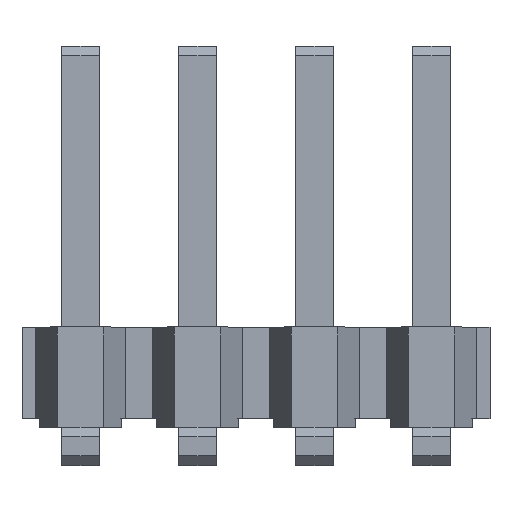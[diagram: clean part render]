
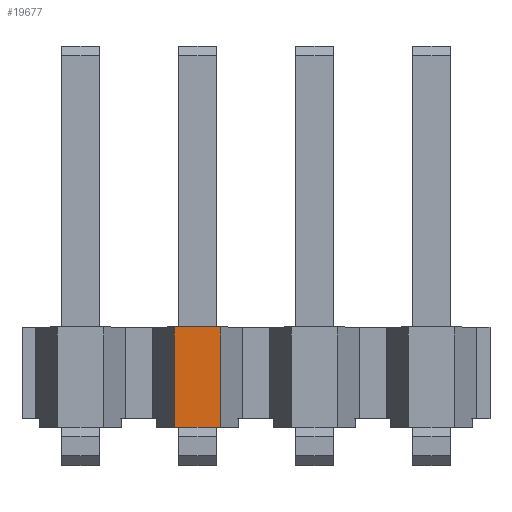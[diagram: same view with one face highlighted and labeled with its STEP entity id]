
A CAD part, top view. The second image highlights one B-rep face of the part: STEP entity #19677.
In plain terms, the highlighted planar face has unit normal (0, 0, 1).
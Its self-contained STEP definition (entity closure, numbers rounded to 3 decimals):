
#11852 = PLANE('',#11853);
#11853 = AXIS2_PLACEMENT_3D('',#11854,#11855,#11856);
#11854 = CARTESIAN_POINT('',(-0.147,-0.79,1.14));
#11855 = DIRECTION('',(-0.924,0.,
    -0.383));
#11856 = DIRECTION('',(0.383,0.,
    -0.924));
#11908 = PLANE('',#11909);
#11909 = AXIS2_PLACEMENT_3D('',#11910,#11911,#11912);
#11910 = CARTESIAN_POINT('',(-0.885,-0.79,1.715));
#11911 = DIRECTION('',(0.924,0.,
    -0.383));
#11912 = DIRECTION('',(0.383,0.,0.924)
  );
#14901 = B_SPLINE_SURFACE_WITH_KNOTS('',3,3,(
    (#14902,#14903,#14904,#14905)
    ,(#14906,#14907,#14908,#14909)
    ,(#14910,#14911,#14912,#14913)
    ,(#14914,#14915,#14916,#14917
    )),.UNSPECIFIED.,.F.,.F.,.F.,(4,4),(4,4),(-2.794,2.794),(-1.887,
    1.887),.PIECEWISE_BEZIER_KNOTS.);
#14902 = CARTESIAN_POINT('',(-2.794,0.,-1.887));
#14903 = CARTESIAN_POINT('',(-2.794,0.,
    -0.629));
#14904 = CARTESIAN_POINT('',(-2.794,0.,
    0.629));
#14905 = CARTESIAN_POINT('',(-2.794,0.,1.887));
#14906 = CARTESIAN_POINT('',(-0.931,0.,-1.887
    ));
#14907 = CARTESIAN_POINT('',(-0.931,0.,
    -0.629));
#14908 = CARTESIAN_POINT('',(-0.931,0.,
    0.629));
#14909 = CARTESIAN_POINT('',(-0.931,0.,
    1.886));
#14910 = CARTESIAN_POINT('',(0.931,0.,
    -1.886));
#14911 = CARTESIAN_POINT('',(0.931,0.,
    -0.629));
#14912 = CARTESIAN_POINT('',(0.931,0.,
    0.629));
#14913 = CARTESIAN_POINT('',(0.931,0.,1.887));
#14914 = CARTESIAN_POINT('',(2.794,0.,-1.887)
  );
#14915 = CARTESIAN_POINT('',(2.794,0.,
    -0.629));
#14916 = CARTESIAN_POINT('',(2.794,0.,
    0.629));
#14917 = CARTESIAN_POINT('',(2.794,0.,1.887));
#15459 = PLANE('',#15460);
#15460 = AXIS2_PLACEMENT_3D('',#15461,#15462,#15463);
#15461 = CARTESIAN_POINT('',(2.54,-1.09,-1.013));
#15462 = DIRECTION('',(0.,1.,0.));
#15463 = DIRECTION('',(-1.,0.,0.));
#15499 = VERTEX_POINT('',#15500);
#15500 = CARTESIAN_POINT('',(-0.885,-1.09,1.715));
#15521 = EDGE_CURVE('',#15499,#15522,#15524,.T.);
#15522 = VERTEX_POINT('',#15523);
#15523 = CARTESIAN_POINT('',(-0.885,0.,1.715));
#15524 = SURFACE_CURVE('',#15525,(#15529,#15536),.PCURVE_S1.);
#15525 = LINE('',#15526,#15527);
#15526 = CARTESIAN_POINT('',(-0.885,-0.79,1.715));
#15527 = VECTOR('',#15528,1.);
#15528 = DIRECTION('',(0.,1.,0.));
#15529 = PCURVE('',#11908,#15530);
#15530 = DEFINITIONAL_REPRESENTATION('',(#15531),#15535);
#15531 = LINE('',#15532,#15533);
#15532 = CARTESIAN_POINT('',(0.,0.));
#15533 = VECTOR('',#15534,1.);
#15534 = DIRECTION('',(0.,-1.));
#15535 = ( GEOMETRIC_REPRESENTATION_CONTEXT(2) 
PARAMETRIC_REPRESENTATION_CONTEXT() REPRESENTATION_CONTEXT('2D SPACE',''
  ) );
#15536 = PCURVE('',#15537,#15542);
#15537 = PLANE('',#15538);
#15538 = AXIS2_PLACEMENT_3D('',#15539,#15540,#15541);
#15539 = CARTESIAN_POINT('',(-1.655,-0.79,1.715));
#15540 = DIRECTION('',(0.,0.,-1.));
#15541 = DIRECTION('',(0.,1.,0.));
#15542 = DEFINITIONAL_REPRESENTATION('',(#15543),#15547);
#15543 = LINE('',#15544,#15545);
#15544 = CARTESIAN_POINT('',(0.,0.77));
#15545 = VECTOR('',#15546,1.);
#15546 = DIRECTION('',(1.,0.));
#15547 = ( GEOMETRIC_REPRESENTATION_CONTEXT(2) 
PARAMETRIC_REPRESENTATION_CONTEXT() REPRESENTATION_CONTEXT('2D SPACE',''
  ) );
#16405 = VERTEX_POINT('',#16406);
#16406 = CARTESIAN_POINT('',(-0.385,0.,1.715));
#16534 = EDGE_CURVE('',#16405,#15522,#16535,.T.);
#16535 = SURFACE_CURVE('',#16536,(#16540,#16546),.PCURVE_S1.);
#16536 = LINE('',#16537,#16538);
#16537 = CARTESIAN_POINT('',(-0.385,0.,1.715));
#16538 = VECTOR('',#16539,1.);
#16539 = DIRECTION('',(-1.,0.,0.));
#16540 = PCURVE('',#14901,#16541);
#16541 = DEFINITIONAL_REPRESENTATION('',(#16542),#16545);
#16542 = B_SPLINE_CURVE_WITH_KNOTS('',1,(#16543,#16544),.UNSPECIFIED.,
  .F.,.F.,(2,2),(0.,0.5),.PIECEWISE_BEZIER_KNOTS.);
#16543 = CARTESIAN_POINT('',(-0.385,1.715));
#16544 = CARTESIAN_POINT('',(-0.885,1.715));
#16545 = ( GEOMETRIC_REPRESENTATION_CONTEXT(2) 
PARAMETRIC_REPRESENTATION_CONTEXT() REPRESENTATION_CONTEXT('2D SPACE',''
  ) );
#16546 = PCURVE('',#15537,#16547);
#16547 = DEFINITIONAL_REPRESENTATION('',(#16548),#16552);
#16548 = LINE('',#16549,#16550);
#16549 = CARTESIAN_POINT('',(0.79,1.27));
#16550 = VECTOR('',#16551,1.);
#16551 = DIRECTION('',(0.,-1.));
#16552 = ( GEOMETRIC_REPRESENTATION_CONTEXT(2) 
PARAMETRIC_REPRESENTATION_CONTEXT() REPRESENTATION_CONTEXT('2D SPACE',''
  ) );
#19677 = ADVANCED_FACE('',(#19678),#15537,.F.);
#19678 = FACE_BOUND('',#19679,.T.);
#19679 = EDGE_LOOP('',(#19680,#19681,#19704,#19725));
#19680 = ORIENTED_EDGE('',*,*,#15521,.F.);
#19681 = ORIENTED_EDGE('',*,*,#19682,.F.);
#19682 = EDGE_CURVE('',#19683,#15499,#19685,.T.);
#19683 = VERTEX_POINT('',#19684);
#19684 = CARTESIAN_POINT('',(-0.385,-1.09,1.715));
#19685 = SURFACE_CURVE('',#19686,(#19690,#19697),.PCURVE_S1.);
#19686 = LINE('',#19687,#19688);
#19687 = CARTESIAN_POINT('',(2.54,-1.09,1.715));
#19688 = VECTOR('',#19689,1.);
#19689 = DIRECTION('',(-1.,0.,0.));
#19690 = PCURVE('',#15537,#19691);
#19691 = DEFINITIONAL_REPRESENTATION('',(#19692),#19696);
#19692 = LINE('',#19693,#19694);
#19693 = CARTESIAN_POINT('',(-0.3,4.195));
#19694 = VECTOR('',#19695,1.);
#19695 = DIRECTION('',(0.,-1.));
#19696 = ( GEOMETRIC_REPRESENTATION_CONTEXT(2) 
PARAMETRIC_REPRESENTATION_CONTEXT() REPRESENTATION_CONTEXT('2D SPACE',''
  ) );
#19697 = PCURVE('',#15459,#19698);
#19698 = DEFINITIONAL_REPRESENTATION('',(#19699),#19703);
#19699 = LINE('',#19700,#19701);
#19700 = CARTESIAN_POINT('',(0.,2.728));
#19701 = VECTOR('',#19702,1.);
#19702 = DIRECTION('',(1.,0.));
#19703 = ( GEOMETRIC_REPRESENTATION_CONTEXT(2) 
PARAMETRIC_REPRESENTATION_CONTEXT() REPRESENTATION_CONTEXT('2D SPACE',''
  ) );
#19704 = ORIENTED_EDGE('',*,*,#19705,.T.);
#19705 = EDGE_CURVE('',#19683,#16405,#19706,.T.);
#19706 = SURFACE_CURVE('',#19707,(#19711,#19718),.PCURVE_S1.);
#19707 = LINE('',#19708,#19709);
#19708 = CARTESIAN_POINT('',(-0.385,-0.79,1.715));
#19709 = VECTOR('',#19710,1.);
#19710 = DIRECTION('',(0.,1.,0.));
#19711 = PCURVE('',#15537,#19712);
#19712 = DEFINITIONAL_REPRESENTATION('',(#19713),#19717);
#19713 = LINE('',#19714,#19715);
#19714 = CARTESIAN_POINT('',(0.,1.27));
#19715 = VECTOR('',#19716,1.);
#19716 = DIRECTION('',(1.,0.));
#19717 = ( GEOMETRIC_REPRESENTATION_CONTEXT(2) 
PARAMETRIC_REPRESENTATION_CONTEXT() REPRESENTATION_CONTEXT('2D SPACE',''
  ) );
#19718 = PCURVE('',#11852,#19719);
#19719 = DEFINITIONAL_REPRESENTATION('',(#19720),#19724);
#19720 = LINE('',#19721,#19722);
#19721 = CARTESIAN_POINT('',(-0.622,0.));
#19722 = VECTOR('',#19723,1.);
#19723 = DIRECTION('',(0.,-1.));
#19724 = ( GEOMETRIC_REPRESENTATION_CONTEXT(2) 
PARAMETRIC_REPRESENTATION_CONTEXT() REPRESENTATION_CONTEXT('2D SPACE',''
  ) );
#19725 = ORIENTED_EDGE('',*,*,#16534,.T.);
